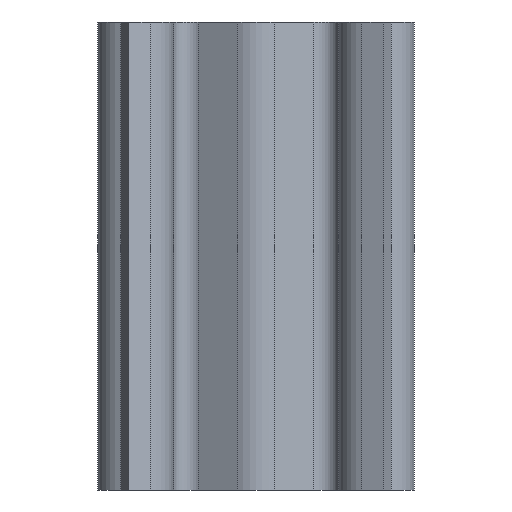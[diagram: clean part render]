
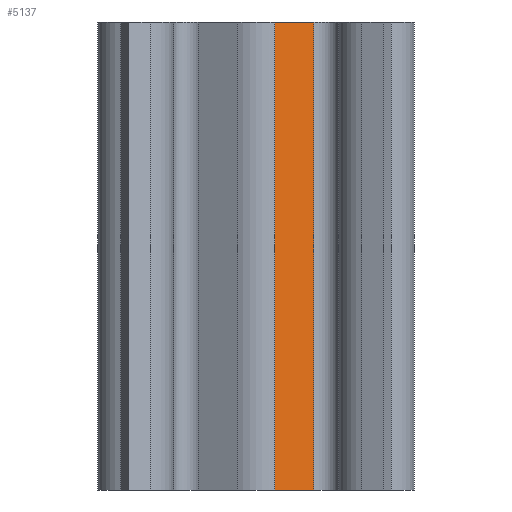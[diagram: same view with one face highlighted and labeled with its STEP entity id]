
A CAD part, front view. The second image highlights one B-rep face of the part: STEP entity #5137.
In plain terms, the highlighted planar face has unit normal (0.5, -0.866, 0).
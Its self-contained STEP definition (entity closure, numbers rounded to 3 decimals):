
#501=FACE_OUTER_BOUND('',#767,.T.);
#767=EDGE_LOOP('',(#3705,#3706,#3707,#3708));
#1131=LINE('',#8018,#1663);
#1132=LINE('',#8021,#1664);
#1133=LINE('',#8023,#1665);
#1134=LINE('',#8024,#1666);
#1663=VECTOR('',#6429,10.);
#1664=VECTOR('',#6432,10.);
#1665=VECTOR('',#6433,10.);
#1666=VECTOR('',#6434,10.);
#2193=VERTEX_POINT('',#8014);
#2194=VERTEX_POINT('',#8016);
#2195=VERTEX_POINT('',#8020);
#2196=VERTEX_POINT('',#8022);
#2817=EDGE_CURVE('',#2193,#2194,#1131,.T.);
#2818=EDGE_CURVE('',#2195,#2193,#1132,.T.);
#2819=EDGE_CURVE('',#2196,#2194,#1133,.T.);
#2820=EDGE_CURVE('',#2195,#2196,#1134,.T.);
#3705=ORIENTED_EDGE('',*,*,#2818,.T.);
#3706=ORIENTED_EDGE('',*,*,#2817,.T.);
#3707=ORIENTED_EDGE('',*,*,#2819,.F.);
#3708=ORIENTED_EDGE('',*,*,#2820,.F.);
#4954=PLANE('',#5517);
#5137=ADVANCED_FACE('',(#501),#4954,.T.);
#5517=AXIS2_PLACEMENT_3D('',#8019,#6430,#6431);
#6429=DIRECTION('',(0.,0.,1.));
#6430=DIRECTION('center_axis',(0.5,-0.866,0.));
#6431=DIRECTION('ref_axis',(0.866,0.5,0.));
#6432=DIRECTION('',(0.866,0.5,0.));
#6433=DIRECTION('',(0.866,0.5,0.));
#6434=DIRECTION('',(0.,0.,1.));
#8014=CARTESIAN_POINT('',(-0.639,126.02,0.));
#8016=CARTESIAN_POINT('',(-0.639,126.02,34.));
#8018=CARTESIAN_POINT('',(-0.639,126.02,0.));
#8019=CARTESIAN_POINT('Origin',(-3.489,124.374,0.));
#8020=CARTESIAN_POINT('',(-3.489,124.374,0.));
#8021=CARTESIAN_POINT('',(-3.489,124.374,0.));
#8022=CARTESIAN_POINT('',(-3.489,124.374,34.));
#8023=CARTESIAN_POINT('',(-3.489,124.374,34.));
#8024=CARTESIAN_POINT('',(-3.489,124.374,0.));
